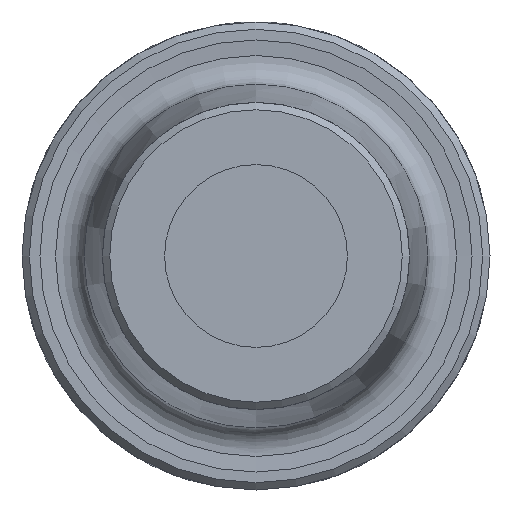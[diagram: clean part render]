
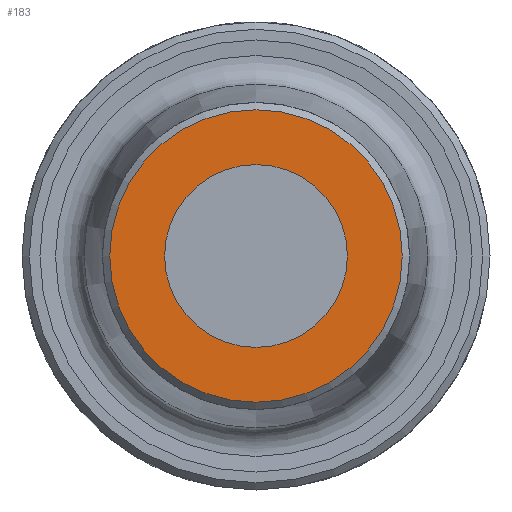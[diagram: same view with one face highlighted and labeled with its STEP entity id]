
A CAD part, left-side view. The second image highlights one B-rep face of the part: STEP entity #183.
In plain terms, the highlighted planar face has unit normal (-1, 0, 0).
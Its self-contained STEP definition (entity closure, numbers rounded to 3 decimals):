
#143=FACE_BOUND('',#265,.T.);
#144=FACE_BOUND('',#266,.T.);
#183=ADVANCED_FACE('',(#143,#144),#224,.F.);
#224=PLANE('',#625);
#265=EDGE_LOOP('',(#327));
#266=EDGE_LOOP('',(#328));
#327=ORIENTED_EDGE('',*,*,#523,.F.);
#328=ORIENTED_EDGE('',*,*,#524,.T.);
#469=VERTEX_POINT('',#850);
#470=VERTEX_POINT('',#852);
#523=EDGE_CURVE('',#469,#469,#594,.T.);
#524=EDGE_CURVE('',#470,#470,#595,.T.);
#594=CIRCLE('',#623,10.);
#595=CIRCLE('',#624,6.25);
#623=AXIS2_PLACEMENT_3D('',#849,#694,#695);
#624=AXIS2_PLACEMENT_3D('',#851,#696,#697);
#625=AXIS2_PLACEMENT_3D('',#853,#698,#699);
#694=DIRECTION('',(1.,0.,0.));
#695=DIRECTION('',(0.,0.,-1.));
#696=DIRECTION('',(1.,0.,0.));
#697=DIRECTION('',(0.,0.,-1.));
#698=DIRECTION('',(1.,0.,0.));
#699=DIRECTION('',(0.,0.,-1.));
#849=CARTESIAN_POINT('',(0.,0.,0.));
#850=CARTESIAN_POINT('',(0.,0.,-10.));
#851=CARTESIAN_POINT('',(0.,0.,0.));
#852=CARTESIAN_POINT('',(0.,0.,-6.25));
#853=CARTESIAN_POINT('',(0.,0.,0.));
